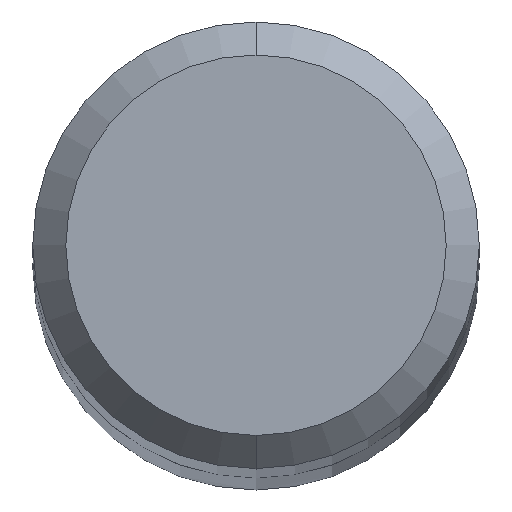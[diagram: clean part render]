
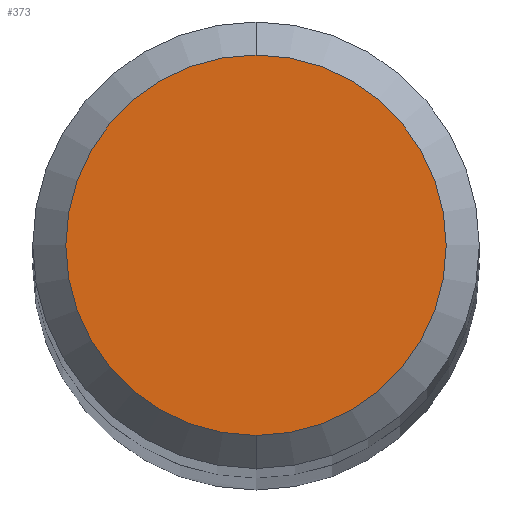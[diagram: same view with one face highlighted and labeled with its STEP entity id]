
A CAD part, top view. The second image highlights one B-rep face of the part: STEP entity #373.
In plain terms, the highlighted planar face has unit normal (0, 0, 1).
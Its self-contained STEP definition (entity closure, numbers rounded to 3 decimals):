
#209=VERTEX_POINT('',#470);
#285=EDGE_CURVE('',#209,#389,#559,.T.);
#373=ADVANCED_FACE('',(#655),#656,.T.);
#377=EDGE_CURVE('',#389,#209,#660,.T.);
#389=VERTEX_POINT('',#672);
#470=CARTESIAN_POINT('',(0.,-2.3,63.0));
#559=CIRCLE('',#1013,2.3);
#655=FACE_OUTER_BOUND('',#1233,.T.);
#656=PLANE('',#1234);
#660=CIRCLE('',#1239,2.3);
#672=CARTESIAN_POINT('',(0.0,2.3,63.0));
#1013=AXIS2_PLACEMENT_3D('',#1452,#1453,#1454);
#1233=EDGE_LOOP('',(#1547,#1548));
#1234=AXIS2_PLACEMENT_3D('',#1549,#1550,#1551);
#1239=AXIS2_PLACEMENT_3D('',#1552,#1553,#1554);
#1452=CARTESIAN_POINT('',(0.0,0.0,63.0));
#1453=DIRECTION('',(0.0,0.0,-1.0));
#1454=DIRECTION('',(0.0,1.0,0.0));
#1547=ORIENTED_EDGE('',*,*,#377,.F.);
#1548=ORIENTED_EDGE('',*,*,#285,.F.);
#1549=CARTESIAN_POINT('',(0.0,1.15,63.0));
#1550=DIRECTION('',(-0.0,0.0,1.0));
#1551=DIRECTION('',(0.0,-1.0,0.0));
#1552=CARTESIAN_POINT('',(0.0,0.0,63.0));
#1553=DIRECTION('',(0.0,0.0,-1.0));
#1554=DIRECTION('',(0.0,1.0,0.0));
